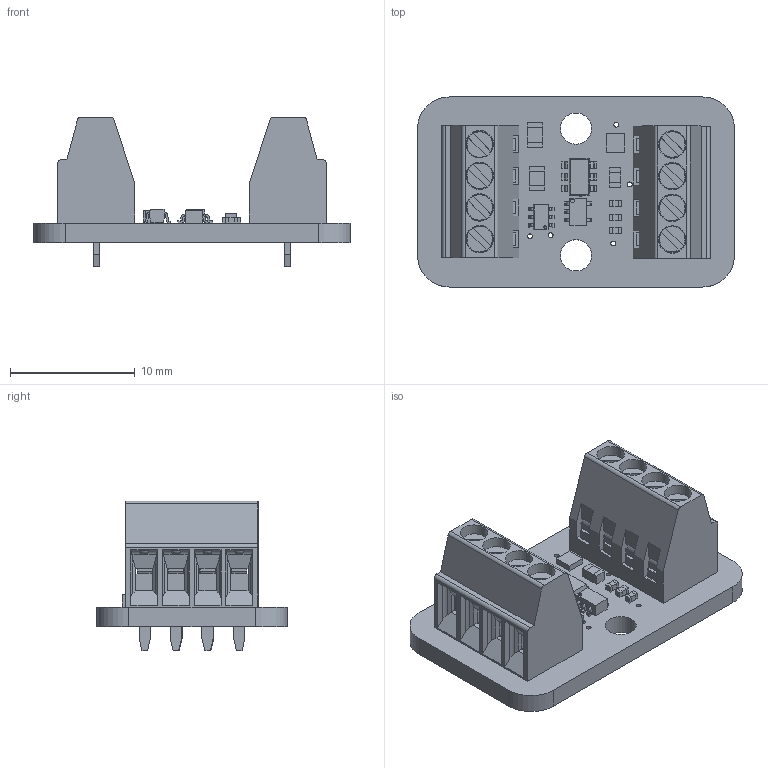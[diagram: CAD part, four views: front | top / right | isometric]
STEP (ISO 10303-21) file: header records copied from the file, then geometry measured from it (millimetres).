
FILE_DESCRIPTION(/* description */ ('','CAx-IF Rec.Pracs.---Representation and Presentation of Product Manufacturing Information (PMI)---4.0---2014-10-13'),/* implementation_level */ '2;1');
FILE_NAME(/* name */ 'PCB Component.step',/* time_stamp */ '2025-02-20T13:32:45-05:00',/* author */ (''),/* organization */ (''),/* preprocessor_version */ 'ST-DEVELOPER v20',/* originating_system */ 'Autodesk Translation Framework v13.20.0.188',/* authorisation */ '');
FILE_SCHEMA (('AP242_MANAGED_MODEL_BASED_3D_ENGINEERING_MIM_LF { 1 0 10303 442 1 1 4 }'));
Length unit declared in the file: millimetre
Products named in the file (10): PCB Component; Board; 10uF; AP3602; 1uF; 1x4_2.54mm; 74HCT2G34; 100; 74LVC1G04; WS2812B_SK6805_1515
Assembly tree (13 placements, depth 2):
  PCB Component
    Board
    10uF  x2
    AP3602
    1uF
    1x4_2.54mm  x2
    74HCT2G34
    100  x3
    74LVC1G04
    WS2812B_SK6805_1515
Bounding box: 25.4 x 15.24 x 12 mm (x, y, z)
Volume: 1250.6 mm3; surface area: 3654.4 mm2
Topology: 53 solids, 53 shells, 1224 faces, 3161 edges, 2054 vertices
Faces by surface type: plane 1011, cylinder 197, cone 8, sphere 8
Full cylindrical faces by diameter (mm): 0.22 x1, 0.3 x1, 0.394 x11, 1 x8, 1.6 x16, 1.7 x8, 2.2 x8, 2.5 x2
Entity records: 24412 total; most frequent: CARTESIAN_POINT 4393, ORIENTED_EDGE 4014, DIRECTION 3933, EDGE_CURVE 2007, LINE 1627, VECTOR 1627, VERTEX_POINT 1306, AXIS2_PLACEMENT_3D 1153
